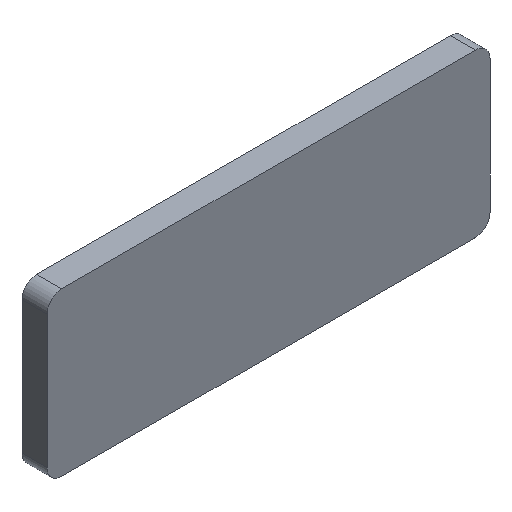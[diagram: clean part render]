
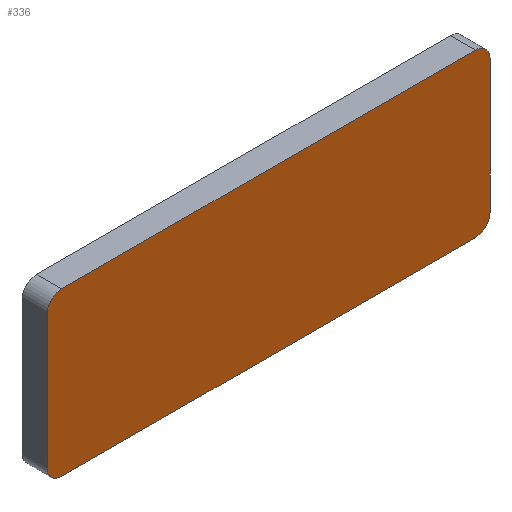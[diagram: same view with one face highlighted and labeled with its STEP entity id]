
A CAD part, isometric view. The second image highlights one B-rep face of the part: STEP entity #336.
In plain terms, the highlighted planar face has unit normal (0, -1, 0).
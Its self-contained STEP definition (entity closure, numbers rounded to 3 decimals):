
#3 = CIRCLE ( 'NONE', #254, 5. ) ;
#4 = VERTEX_POINT ( 'NONE', #78 ) ;
#7 = ORIENTED_EDGE ( 'NONE', *, *, #362, .F. ) ;
#13 = CARTESIAN_POINT ( 'NONE',  ( -70., 0., -22.5 ) ) ;
#19 = CARTESIAN_POINT ( 'NONE',  ( -75., 0., -22.5 ) ) ;
#20 = CARTESIAN_POINT ( 'NONE',  ( -70., 0., 27.5 ) ) ;
#22 = DIRECTION ( 'NONE',  ( 0., -1., 0. ) ) ;
#25 = VERTEX_POINT ( 'NONE', #106 ) ;
#27 = EDGE_CURVE ( 'NONE', #29, #156, #269, .T. ) ;
#29 = VERTEX_POINT ( 'NONE', #282 ) ;
#36 = CARTESIAN_POINT ( 'NONE',  ( -75., 0., 22.5 ) ) ;
#40 = VECTOR ( 'NONE', #218, 1000. ) ;
#53 = CARTESIAN_POINT ( 'NONE',  ( 75., 0., 22.5 ) ) ;
#64 = ORIENTED_EDGE ( 'NONE', *, *, #27, .F. ) ;
#67 = DIRECTION ( 'NONE',  ( 0., 1., 0. ) ) ;
#74 = DIRECTION ( 'NONE',  ( 1., 0., 0. ) ) ;
#78 = CARTESIAN_POINT ( 'NONE',  ( -75., 0., 22.5 ) ) ;
#96 = CARTESIAN_POINT ( 'NONE',  ( -70., 0., 27.5 ) ) ;
#106 = CARTESIAN_POINT ( 'NONE',  ( 70., 0., -27.5 ) ) ;
#113 = AXIS2_PLACEMENT_3D ( 'NONE', #337, #22, #161 ) ;
#117 = ORIENTED_EDGE ( 'NONE', *, *, #189, .F. ) ;
#124 = CARTESIAN_POINT ( 'NONE',  ( -70., 0., -27.5 ) ) ;
#135 = VECTOR ( 'NONE', #295, 1000. ) ;
#136 = CARTESIAN_POINT ( 'NONE',  ( 70., 0., 22.5 ) ) ;
#141 = EDGE_CURVE ( 'NONE', #156, #180, #283, .T. ) ;
#142 = EDGE_CURVE ( 'NONE', #4, #322, #197, .T. ) ;
#144 = ORIENTED_EDGE ( 'NONE', *, *, #142, .F. ) ;
#146 = ORIENTED_EDGE ( 'NONE', *, *, #215, .F. ) ;
#147 = ORIENTED_EDGE ( 'NONE', *, *, #310, .F. ) ;
#154 = DIRECTION ( 'NONE',  ( 0., 0., -1. ) ) ;
#156 = VERTEX_POINT ( 'NONE', #53 ) ;
#161 = DIRECTION ( 'NONE',  ( 0., 0., -1. ) ) ;
#163 = FACE_OUTER_BOUND ( 'NONE', #350, .T. ) ;
#168 = DIRECTION ( 'NONE',  ( 0., 1., 0. ) ) ;
#169 = AXIS2_PLACEMENT_3D ( 'NONE', #256, #225, #376 ) ;
#179 = LINE ( 'NONE', #36, #135 ) ;
#180 = VERTEX_POINT ( 'NONE', #300 ) ;
#181 = VERTEX_POINT ( 'NONE', #124 ) ;
#189 = EDGE_CURVE ( 'NONE', #181, #292, #3, .T. ) ;
#192 = CARTESIAN_POINT ( 'NONE',  ( 70., 0., -22.5 ) ) ;
#196 = DIRECTION ( 'NONE',  ( 0., 0., 1. ) ) ;
#197 = CIRCLE ( 'NONE', #169, 5. ) ;
#215 = EDGE_CURVE ( 'NONE', #292, #4, #179, .T. ) ;
#218 = DIRECTION ( 'NONE',  ( -1., 0., 0. ) ) ;
#221 = LINE ( 'NONE', #308, #40 ) ;
#225 = DIRECTION ( 'NONE',  ( 0., 1., 0. ) ) ;
#249 = LINE ( 'NONE', #20, #262 ) ;
#250 = DIRECTION ( 'NONE',  ( 0., 0., -1. ) ) ;
#254 = AXIS2_PLACEMENT_3D ( 'NONE', #13, #67, #154 ) ;
#256 = CARTESIAN_POINT ( 'NONE',  ( -70., 0., 22.5 ) ) ;
#260 = DIRECTION ( 'NONE',  ( 0., 0., -1. ) ) ;
#262 = VECTOR ( 'NONE', #74, 1000. ) ;
#269 = CIRCLE ( 'NONE', #369, 5. ) ;
#282 = CARTESIAN_POINT ( 'NONE',  ( 70., 0., 27.5 ) ) ;
#283 = LINE ( 'NONE', #317, #333 ) ;
#291 = EDGE_CURVE ( 'NONE', #25, #181, #221, .T. ) ;
#292 = VERTEX_POINT ( 'NONE', #19 ) ;
#293 = ORIENTED_EDGE ( 'NONE', *, *, #291, .F. ) ;
#295 = DIRECTION ( 'NONE',  ( 0., 0., 1. ) ) ;
#300 = CARTESIAN_POINT ( 'NONE',  ( 75., 0., -22.5 ) ) ;
#305 = CIRCLE ( 'NONE', #348, 5. ) ;
#308 = CARTESIAN_POINT ( 'NONE',  ( -70., 0., -27.5 ) ) ;
#310 = EDGE_CURVE ( 'NONE', #180, #25, #305, .T. ) ;
#317 = CARTESIAN_POINT ( 'NONE',  ( 75., 0., 22.5 ) ) ;
#321 = ORIENTED_EDGE ( 'NONE', *, *, #141, .F. ) ;
#322 = VERTEX_POINT ( 'NONE', #96 ) ;
#333 = VECTOR ( 'NONE', #260, 1000. ) ;
#336 = ADVANCED_FACE ( 'NONE', ( #163 ), #338, .T. ) ;
#337 = CARTESIAN_POINT ( 'NONE',  ( -70., 0., 22.5 ) ) ;
#338 = PLANE ( 'NONE',  #113 ) ;
#348 = AXIS2_PLACEMENT_3D ( 'NONE', #192, #363, #250 ) ;
#350 = EDGE_LOOP ( 'NONE', ( #144, #146, #117, #293, #147, #321, #64, #7 ) ) ;
#362 = EDGE_CURVE ( 'NONE', #322, #29, #249, .T. ) ;
#363 = DIRECTION ( 'NONE',  ( 0., 1., 0. ) ) ;
#369 = AXIS2_PLACEMENT_3D ( 'NONE', #136, #168, #196 ) ;
#376 = DIRECTION ( 'NONE',  ( 0., 0., -1. ) ) ;
